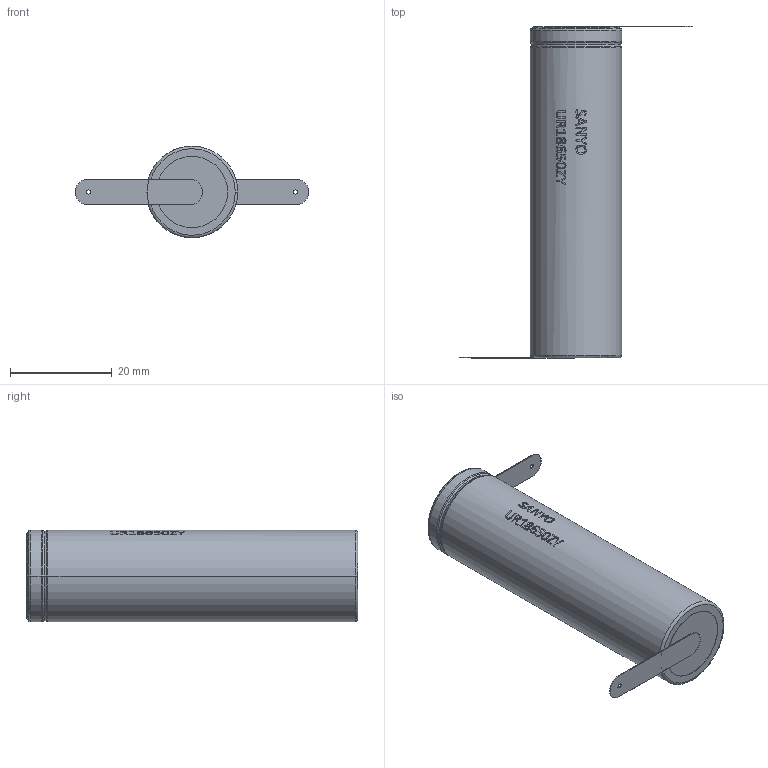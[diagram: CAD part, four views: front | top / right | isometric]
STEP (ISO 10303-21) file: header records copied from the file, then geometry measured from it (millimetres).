
FILE_DESCRIPTION (( 'STEP AP214' ), '1' );
FILE_NAME ('User Library-18650-1.STEP', '2017-11-04T17:38:00', ( '' ), ( '' ), 'SwSTEP 2.0', 'SolidWorks 2017', '' );
FILE_SCHEMA (( 'AUTOMOTIVE_DESIGN' ));
Length unit declared in the file: millimetre
Products named in the file (1): User Library-18650-1
Bounding box: 45.91 x 65.3 x 18 mm (x, y, z)
Volume: 16348.4 mm3; surface area: 4991.5 mm2
Topology: 1 solids, 2 shells, 344 faces, 940 edges, 598 vertices
Faces by surface type: bspline 192, cylinder 60, plane 56, torus 32, cone 4
Entity records: 29913 total; most frequent: CARTESIAN_POINT 18986, ORIENTED_EDGE 1880, EDGE_CURVE 940, DIRECTION 832, B_SPLINE_CURVE_WITH_KNOTS 608, VERTEX_POINT 598, EDGE_LOOP 370, UNCERTAINTY_MEASURE_WITH_UNIT 347
